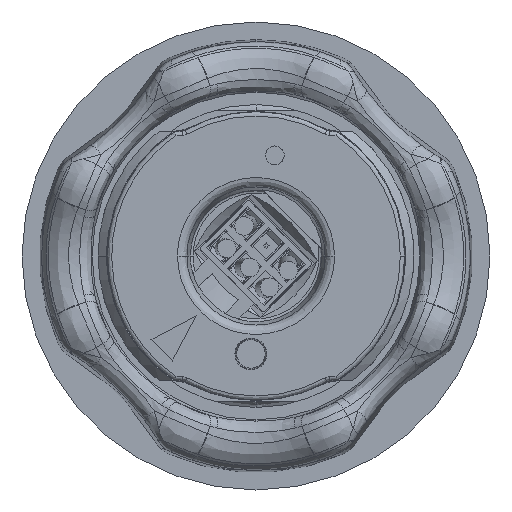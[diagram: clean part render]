
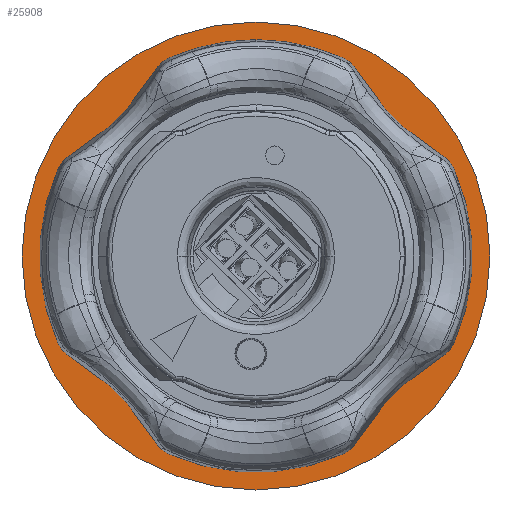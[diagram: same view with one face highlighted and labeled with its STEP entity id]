
A CAD part, front view. The second image highlights one B-rep face of the part: STEP entity #25908.
In plain terms, the highlighted planar face has unit normal (0, -1, 0).
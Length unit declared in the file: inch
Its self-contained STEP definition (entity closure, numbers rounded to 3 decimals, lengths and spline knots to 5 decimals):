
#2764 = VERTEX_POINT ( 'NONE', #19599 ) ;
#3002 = VERTEX_POINT ( 'NONE', #20082 ) ;
#4284 = DIRECTION ( 'NONE',  ( 1., 0., 0. ) ) ;
#5322 = FACE_OUTER_BOUND ( 'NONE', #34286, .T. ) ;
#6580 = CARTESIAN_POINT ( 'NONE',  ( 0., 0., 0. ) ) ;
#8454 = ORIENTED_EDGE ( 'NONE', *, *, #8646, .T. ) ;
#8646 = EDGE_CURVE ( 'NONE', #3002, #33434, #17313, .T. ) ;
#9485 = EDGE_LOOP ( 'NONE', ( #11585, #26626 ) ) ;
#9986 = CIRCLE ( 'NONE', #14546, 0.51378 ) ;
#11585 = ORIENTED_EDGE ( 'NONE', *, *, #29602, .T. ) ;
#13321 = DIRECTION ( 'NONE',  ( 0., -1., 0. ) ) ;
#13717 = EDGE_CURVE ( 'NONE', #33434, #3002, #29684, .T. ) ;
#13992 = DIRECTION ( 'NONE',  ( 1., 0., 0. ) ) ;
#14097 = CARTESIAN_POINT ( 'NONE',  ( 0., 0., 0. ) ) ;
#14546 = AXIS2_PLACEMENT_3D ( 'NONE', #6580, #17449, #4284 ) ;
#14935 = VERTEX_POINT ( 'NONE', #31753 ) ;
#15052 = CARTESIAN_POINT ( 'NONE',  ( -0.63853, 0., 0. ) ) ;
#15999 = PLANE ( 'NONE',  #33724 ) ;
#16179 = DIRECTION ( 'NONE',  ( 0., 0., -1. ) ) ;
#17313 = CIRCLE ( 'NONE', #29228, 0.63853 ) ;
#17449 = DIRECTION ( 'NONE',  ( 0., 1., 0. ) ) ;
#17689 = CIRCLE ( 'NONE', #26754, 0.51378 ) ;
#19599 = CARTESIAN_POINT ( 'NONE',  ( 0.51378, 0., 0. ) ) ;
#20082 = CARTESIAN_POINT ( 'NONE',  ( 0.63853, 0., 0. ) ) ;
#21468 = DIRECTION ( 'NONE',  ( 0., -1., 0. ) ) ;
#22342 = CARTESIAN_POINT ( 'NONE',  ( 0., 0., 0. ) ) ;
#24130 = CARTESIAN_POINT ( 'NONE',  ( 0., 0., 0. ) ) ;
#25346 = EDGE_CURVE ( 'NONE', #14935, #2764, #9986, .T. ) ;
#25908 = ADVANCED_FACE ( 'NONE', ( #5322, #29478 ), #15999, .T. ) ;
#26241 = ORIENTED_EDGE ( 'NONE', *, *, #13717, .T. ) ;
#26626 = ORIENTED_EDGE ( 'NONE', *, *, #25346, .T. ) ;
#26754 = AXIS2_PLACEMENT_3D ( 'NONE', #22342, #33158, #13992 ) ;
#26819 = CARTESIAN_POINT ( 'NONE',  ( 0.54324, 0., 0.09324 ) ) ;
#27235 = DIRECTION ( 'NONE',  ( 0., -1., 0. ) ) ;
#29228 = AXIS2_PLACEMENT_3D ( 'NONE', #14097, #27235, #30244 ) ;
#29478 = FACE_BOUND ( 'NONE', #9485, .T. ) ;
#29602 = EDGE_CURVE ( 'NONE', #2764, #14935, #17689, .T. ) ;
#29684 = CIRCLE ( 'NONE', #34219, 0.63853 ) ;
#30244 = DIRECTION ( 'NONE',  ( 1., 0., 0. ) ) ;
#31753 = CARTESIAN_POINT ( 'NONE',  ( -0.51378, 0., 0. ) ) ;
#33158 = DIRECTION ( 'NONE',  ( 0., 1., 0. ) ) ;
#33434 = VERTEX_POINT ( 'NONE', #15052 ) ;
#33724 = AXIS2_PLACEMENT_3D ( 'NONE', #26819, #13321, #16179 ) ;
#34219 = AXIS2_PLACEMENT_3D ( 'NONE', #24130, #21468, #34957 ) ;
#34286 = EDGE_LOOP ( 'NONE', ( #8454, #26241 ) ) ;
#34957 = DIRECTION ( 'NONE',  ( 1., 0., 0. ) ) ;
